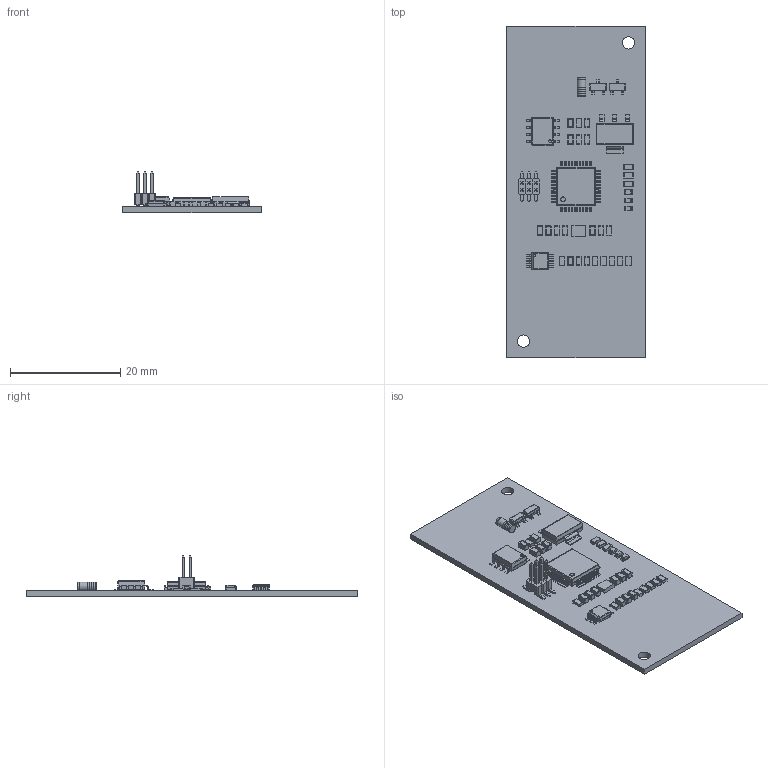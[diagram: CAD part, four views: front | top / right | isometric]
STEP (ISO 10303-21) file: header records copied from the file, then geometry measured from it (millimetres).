
FILE_DESCRIPTION(('Open CASCADE Model'),'2;1');
FILE_NAME('Open CASCADE Shape Model','2018-01-20T02:23:41',('Author'),( 'Open CASCADE'),'Open CASCADE STEP processor 6.8','Open CASCADE 6.8' ,'Unknown');
FILE_SCHEMA(('AUTOMOTIVE_DESIGN { 1 0 10303 214 1 1 1 1 }'));
Length unit declared in the file: millimetre
Products named in the file (117): PCB; Board; C3.2; 827433728; Terminal; Open_CASCADE_STEP_translator_6.8_9.1.1; Open_CASCADE_STEP_translator_6.8_9.1.2; Mid_Body; Open_CASCADE_STEP_translator_6.8_9.2.1; R7.5; 827434880; Open_CASCADE_STEP_translator_6.8_14.2.1; Mark; D3.5; LED_0603_yellow; U1.6; 827433216; Open_CASCADE_STEP_translator_6.8_37.1; Body; Open_CASCADE_STEP_translator_6.8_37.2.1; Leader; U1.3; 220703344; Open_CASCADE_STEP_translator_6.8_20.1; Open_CASCADE_STEP_translator_6.8_20.2.1; U1.5; 756966984; Extruded; R6.5; R5.5; D2.5; LED_0603_red; D1.5; LED_0603_green; C1.5; 827434112; Open_CASCADE_STEP_translator_6.8_8.1.1; Open_CASCADE_STEP_translator_6.8_8.1.2; Open_CASCADE_STEP_translator_6.8_8.2.1; C1.1 ...
Assembly tree (204 placements, depth 5):
  PCB
    Board
    C3.2
      827433728
        Terminal
          Open_CASCADE_STEP_translator_6.8_9.1.1
          Open_CASCADE_STEP_translator_6.8_9.1.2
        Mid_Body
          Open_CASCADE_STEP_translator_6.8_9.2.1
    R7.5
      827434880
        Mid_Body
        Terminal  x2
          Open_CASCADE_STEP_translator_6.8_14.2.1
        Mark
    D3.5
      LED_0603_yellow
    U1.6
      827433216
        Open_CASCADE_STEP_translator_6.8_37.1
        Body
          Open_CASCADE_STEP_translator_6.8_37.2.1
        Leader  x24
        Leader  x24
    U1.3
      220703344
        Open_CASCADE_STEP_translator_6.8_20.1
        Body
          Open_CASCADE_STEP_translator_6.8_20.2.1
        Leader  x8
    U1.5
      756966984
        Extruded
    R6.5
      827434880
        Mid_Body
        Terminal  x2
          Open_CASCADE_STEP_translator_6.8_14.2.1
        Mark
    R5.5
      827434880
        Mid_Body
        Terminal  x2
          Open_CASCADE_STEP_translator_6.8_14.2.1
        Mark
    D2.5
      LED_0603_red
    D1.5
      LED_0603_green
    C1.5
      827434112
        Terminal
          Open_CASCADE_STEP_translator_6.8_8.1.1
          Open_CASCADE_STEP_translator_6.8_8.1.2
        Mid_Body
          Open_CASCADE_STEP_translator_6.8_8.2.1
    C1.1
      827434240
        Terminal
          Open_CASCADE_STEP_translator_6.8_8.1.1
Bounding box: 25 x 60 x 7.49 mm (x, y, z)
Volume: 1869 mm3; surface area: 4143.2 mm2
Topology: 193 solids, 196 shells, 3385 faces, 7252 edges, 4100 vertices
Faces by surface type: plane 2375, cylinder 780, sphere 164, bspline 66
Full cylindrical faces by diameter (mm): 0.375 x1, 0.5 x1, 0.875 x1, 1.525 x7, 2.25 x2
Entity records: 33042 total; most frequent: CARTESIAN_POINT 8778, DIRECTION 4540, ORIENTED_EDGE 4157, EDGE_CURVE 2080, AXIS2_PLACEMENT_3D 1534, LINE 1472, VECTOR 1472, VERTEX_POINT 1220
